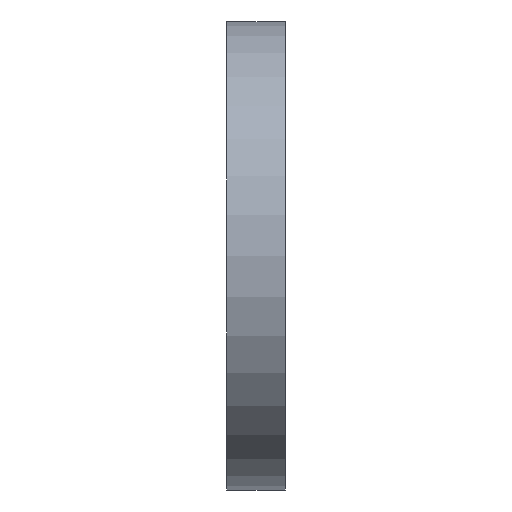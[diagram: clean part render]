
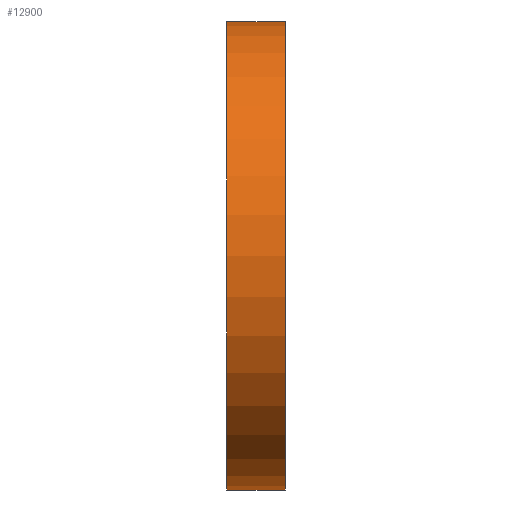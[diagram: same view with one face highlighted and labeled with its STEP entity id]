
A CAD part, left-side view. The second image highlights one B-rep face of the part: STEP entity #12900.
In plain terms, the highlighted cylindrical face has radius 38.1 mm (diameter 76.2 mm), a partial arc.
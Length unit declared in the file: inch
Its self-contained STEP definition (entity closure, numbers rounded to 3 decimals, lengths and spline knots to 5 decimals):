
#69 = ORIENTED_EDGE ( 'NONE', *, *, #3443, .F. ) ;
#307 = CARTESIAN_POINT ( 'NONE',  ( 0.44994, 0.375, -1.5 ) ) ;
#359 = CARTESIAN_POINT ( 'NONE',  ( 0.44994, 0.375, 1.5 ) ) ;
#552 = CARTESIAN_POINT ( 'NONE',  ( 0.44994, 0.375, 1.5 ) ) ;
#808 = DIRECTION ( 'NONE',  ( 0., -1., 0. ) ) ;
#861 = DIRECTION ( 'NONE',  ( 0., 1., 0. ) ) ;
#1035 = ORIENTED_EDGE ( 'NONE', *, *, #12946, .F. ) ;
#1153 = FACE_OUTER_BOUND ( 'NONE', #7902, .T. ) ;
#1473 = AXIS2_PLACEMENT_3D ( 'NONE', #7796, #808, #14766 ) ;
#1932 = AXIS2_PLACEMENT_3D ( 'NONE', #7844, #861, #8991 ) ;
#1972 = EDGE_CURVE ( 'NONE', #3423, #11273, #4003, .T. ) ;
#2062 = DIRECTION ( 'NONE',  ( 0., 1., 0. ) ) ;
#2957 = CARTESIAN_POINT ( 'NONE',  ( 0.44994, 0., -1.5 ) ) ;
#3423 = VERTEX_POINT ( 'NONE', #307 ) ;
#3443 = EDGE_CURVE ( 'NONE', #4772, #8942, #11605, .T. ) ;
#4003 = LINE ( 'NONE', #10224, #12213 ) ;
#4772 = VERTEX_POINT ( 'NONE', #359 ) ;
#5212 = EDGE_CURVE ( 'NONE', #11273, #8942, #13361, .T. ) ;
#6993 = CYLINDRICAL_SURFACE ( 'NONE', #1473, 1.5 ) ;
#7375 = CIRCLE ( 'NONE', #15054, 1.5 ) ;
#7796 = CARTESIAN_POINT ( 'NONE',  ( 0.44994, 0.375, 0. ) ) ;
#7844 = CARTESIAN_POINT ( 'NONE',  ( 0.44994, 0., 0. ) ) ;
#7902 = EDGE_LOOP ( 'NONE', ( #14150, #69, #1035, #8714 ) ) ;
#8093 = CARTESIAN_POINT ( 'NONE',  ( 0.44994, 0., 1.5 ) ) ;
#8500 = VECTOR ( 'NONE', #11048, 39.37008 ) ;
#8714 = ORIENTED_EDGE ( 'NONE', *, *, #1972, .T. ) ;
#8942 = VERTEX_POINT ( 'NONE', #8093 ) ;
#8991 = DIRECTION ( 'NONE',  ( 0., 0., 1. ) ) ;
#9038 = CARTESIAN_POINT ( 'NONE',  ( 0.44994, 0.375, 0. ) ) ;
#10217 = DIRECTION ( 'NONE',  ( 0., 0., 1. ) ) ;
#10224 = CARTESIAN_POINT ( 'NONE',  ( 0.44994, 0.375, -1.5 ) ) ;
#11048 = DIRECTION ( 'NONE',  ( 0., -1., 0. ) ) ;
#11273 = VERTEX_POINT ( 'NONE', #2957 ) ;
#11605 = LINE ( 'NONE', #552, #8500 ) ;
#12213 = VECTOR ( 'NONE', #13736, 39.37008 ) ;
#12900 = ADVANCED_FACE ( 'NONE', ( #1153 ), #6993, .T. ) ;
#12946 = EDGE_CURVE ( 'NONE', #3423, #4772, #7375, .T. ) ;
#13361 = CIRCLE ( 'NONE', #1932, 1.5 ) ;
#13736 = DIRECTION ( 'NONE',  ( 0., -1., 0. ) ) ;
#14150 = ORIENTED_EDGE ( 'NONE', *, *, #5212, .T. ) ;
#14766 = DIRECTION ( 'NONE',  ( 0., 0., -1. ) ) ;
#15054 = AXIS2_PLACEMENT_3D ( 'NONE', #9038, #2062, #10217 ) ;
